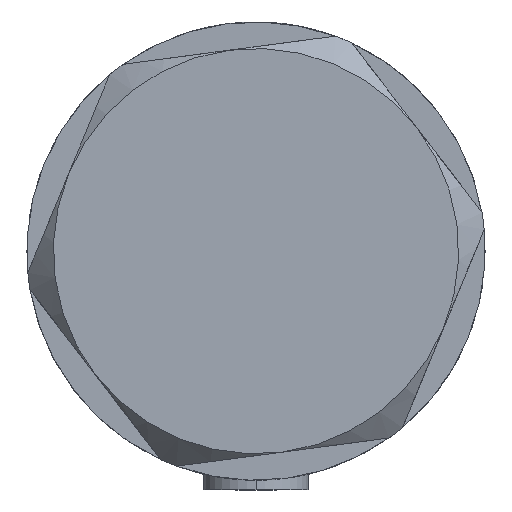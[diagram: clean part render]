
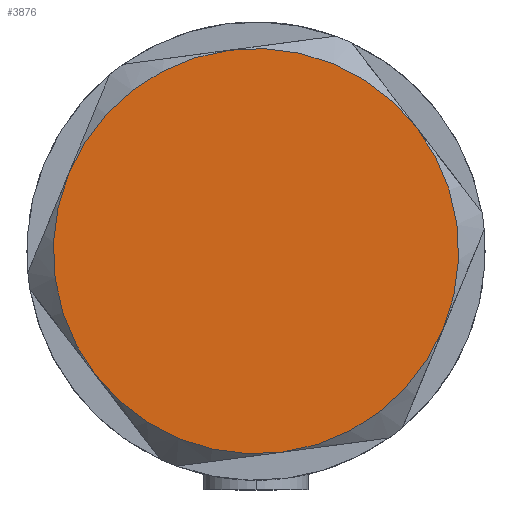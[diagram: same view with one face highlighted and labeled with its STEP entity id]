
A CAD part, left-side view. The second image highlights one B-rep face of the part: STEP entity #3876.
In plain terms, the highlighted face is planar.
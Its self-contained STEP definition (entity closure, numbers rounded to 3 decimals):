
#49 = ORIENTED_EDGE ( 'NONE', *, *, #4759, .T. ) ;
#136 = DIRECTION ( 'NONE',  ( 1., 0., 0. ) ) ;
#308 = VERTEX_POINT ( 'NONE', #4273 ) ;
#500 = DIRECTION ( 'NONE',  ( 0., 0., 1. ) ) ;
#524 = CIRCLE ( 'NONE', #3841, 23. ) ;
#551 = CARTESIAN_POINT ( 'NONE',  ( 0., 0., 9. ) ) ;
#870 = VERTEX_POINT ( 'NONE', #2536 ) ;
#873 = CARTESIAN_POINT ( 'NONE',  ( 11.5, 19.919, 9. ) ) ;
#1021 = AXIS2_PLACEMENT_3D ( 'NONE', #1799, #500, #2084 ) ;
#1150 = CARTESIAN_POINT ( 'NONE',  ( 0., 0., 9. ) ) ;
#1377 = DIRECTION ( 'NONE',  ( 1., 0., 0. ) ) ;
#1478 = DIRECTION ( 'NONE',  ( 0., 0., 1. ) ) ;
#1559 = CARTESIAN_POINT ( 'NONE',  ( 0., 0., 9. ) ) ;
#1644 = EDGE_CURVE ( 'NONE', #2444, #308, #5037, .T. ) ;
#1695 = DIRECTION ( 'NONE',  ( 0., 0., 1. ) ) ;
#1799 = CARTESIAN_POINT ( 'NONE',  ( 0., 0., 9. ) ) ;
#1841 = AXIS2_PLACEMENT_3D ( 'NONE', #1559, #4771, #4385 ) ;
#1920 = AXIS2_PLACEMENT_3D ( 'NONE', #551, #1695, #1377 ) ;
#2002 = FACE_OUTER_BOUND ( 'NONE', #4163, .T. ) ;
#2004 = ORIENTED_EDGE ( 'NONE', *, *, #2912, .T. ) ;
#2033 = EDGE_CURVE ( 'NONE', #3945, #3414, #4248, .T. ) ;
#2084 = DIRECTION ( 'NONE',  ( 1., 0., 0. ) ) ;
#2228 = ORIENTED_EDGE ( 'NONE', *, *, #2033, .T. ) ;
#2245 = DIRECTION ( 'NONE',  ( 1., 0., 0. ) ) ;
#2284 = CARTESIAN_POINT ( 'NONE',  ( 11.5, -19.919, 9. ) ) ;
#2340 = AXIS2_PLACEMENT_3D ( 'NONE', #4990, #4915, #136 ) ;
#2395 = DIRECTION ( 'NONE',  ( 1., 0., 0. ) ) ;
#2427 = CIRCLE ( 'NONE', #1021, 23. ) ;
#2444 = VERTEX_POINT ( 'NONE', #2872 ) ;
#2536 = CARTESIAN_POINT ( 'NONE',  ( 23., 0., 9. ) ) ;
#2604 = EDGE_CURVE ( 'NONE', #308, #3945, #524, .T. ) ;
#2642 = CARTESIAN_POINT ( 'NONE',  ( 0., 0., 9. ) ) ;
#2712 = ORIENTED_EDGE ( 'NONE', *, *, #2604, .T. ) ;
#2872 = CARTESIAN_POINT ( 'NONE',  ( -11.5, 19.919, 9. ) ) ;
#2912 = EDGE_CURVE ( 'NONE', #3560, #2444, #2427, .T. ) ;
#3053 = DIRECTION ( 'NONE',  ( 1., 0., 0. ) ) ;
#3224 = PLANE ( 'NONE',  #1841 ) ;
#3304 = CARTESIAN_POINT ( 'NONE',  ( -11.5, -19.919, 9. ) ) ;
#3328 = ORIENTED_EDGE ( 'NONE', *, *, #1644, .T. ) ;
#3333 = AXIS2_PLACEMENT_3D ( 'NONE', #2642, #4659, #2245 ) ;
#3414 = VERTEX_POINT ( 'NONE', #2284 ) ;
#3560 = VERTEX_POINT ( 'NONE', #873 ) ;
#3841 = AXIS2_PLACEMENT_3D ( 'NONE', #5090, #1478, #3053 ) ;
#3846 = CIRCLE ( 'NONE', #4796, 23. ) ;
#3876 = ADVANCED_FACE ( 'NONE', ( #2002 ), #3224, .T. ) ;
#3928 = ORIENTED_EDGE ( 'NONE', *, *, #4678, .T. ) ;
#3945 = VERTEX_POINT ( 'NONE', #3304 ) ;
#4163 = EDGE_LOOP ( 'NONE', ( #3928, #49, #2004, #3328, #2712, #2228 ) ) ;
#4248 = CIRCLE ( 'NONE', #3333, 23. ) ;
#4273 = CARTESIAN_POINT ( 'NONE',  ( -23., 0., 9. ) ) ;
#4330 = DIRECTION ( 'NONE',  ( 0., 0., 1. ) ) ;
#4385 = DIRECTION ( 'NONE',  ( 1., 0., 0. ) ) ;
#4631 = CIRCLE ( 'NONE', #2340, 23. ) ;
#4659 = DIRECTION ( 'NONE',  ( 0., 0., 1. ) ) ;
#4678 = EDGE_CURVE ( 'NONE', #3414, #870, #3846, .T. ) ;
#4759 = EDGE_CURVE ( 'NONE', #870, #3560, #4631, .T. ) ;
#4771 = DIRECTION ( 'NONE',  ( 0., 0., 1. ) ) ;
#4796 = AXIS2_PLACEMENT_3D ( 'NONE', #1150, #4330, #2395 ) ;
#4915 = DIRECTION ( 'NONE',  ( 0., 0., 1. ) ) ;
#4990 = CARTESIAN_POINT ( 'NONE',  ( 0., 0., 9. ) ) ;
#5037 = CIRCLE ( 'NONE', #1920, 23. ) ;
#5090 = CARTESIAN_POINT ( 'NONE',  ( 0., 0., 9. ) ) ;
